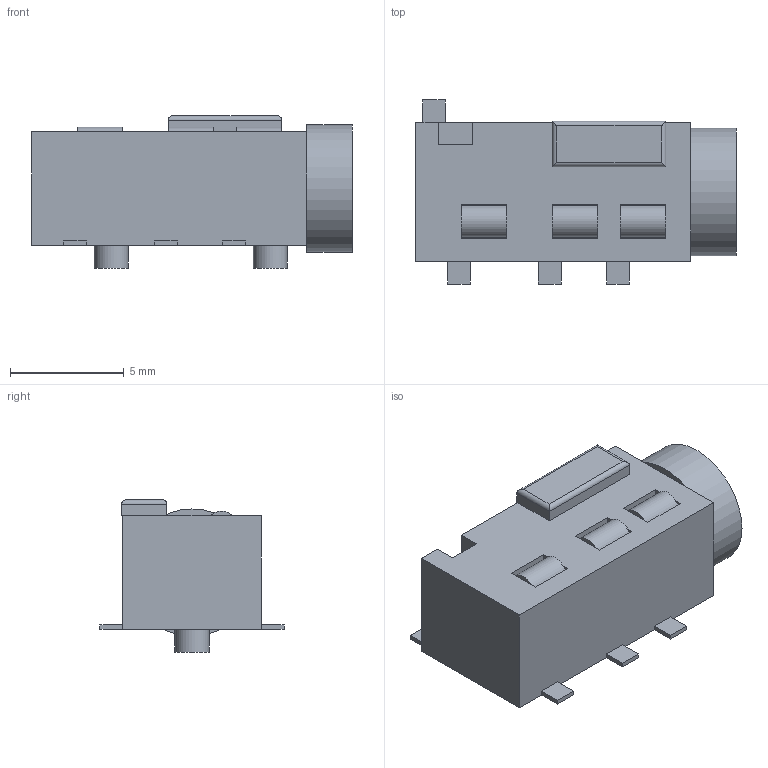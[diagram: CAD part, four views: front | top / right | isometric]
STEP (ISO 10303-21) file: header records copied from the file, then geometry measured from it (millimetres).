
FILE_DESCRIPTION(('FreeCAD Model'),'2;1');
FILE_NAME('PJ320D.step','2019-04-27T08:47:58',('Author'),( ''),'Open CASCADE STEP processor 7.1','FreeCAD','Unknown');
FILE_SCHEMA(('AUTOMOTIVE_DESIGN { 1 0 10303 214 1 1 1 1 }'));
Length unit declared in the file: millimetre
Products named in the file (1): Compound
Bounding box: 14.1 x 8.1 x 6.7 mm (x, y, z)
Volume: 394.7 mm3; surface area: 557.8 mm2
Topology: 12 solids, 12 shells, 78 faces, 149 edges, 98 vertices
Faces by surface type: plane 67, cylinder 11
Full cylindrical faces by diameter (mm): 1.4 x3, 1.5 x2, 3.6 x1, 5.6 x1
Entity records: 2479 total; most frequent: CARTESIAN_POINT 326, DIRECTION 325, ORIENTED_EDGE 298, EDGE_CURVE 149, LINE 131, VECTOR 131, VERTEX_POINT 98, AXIS2_PLACEMENT_3D 97
